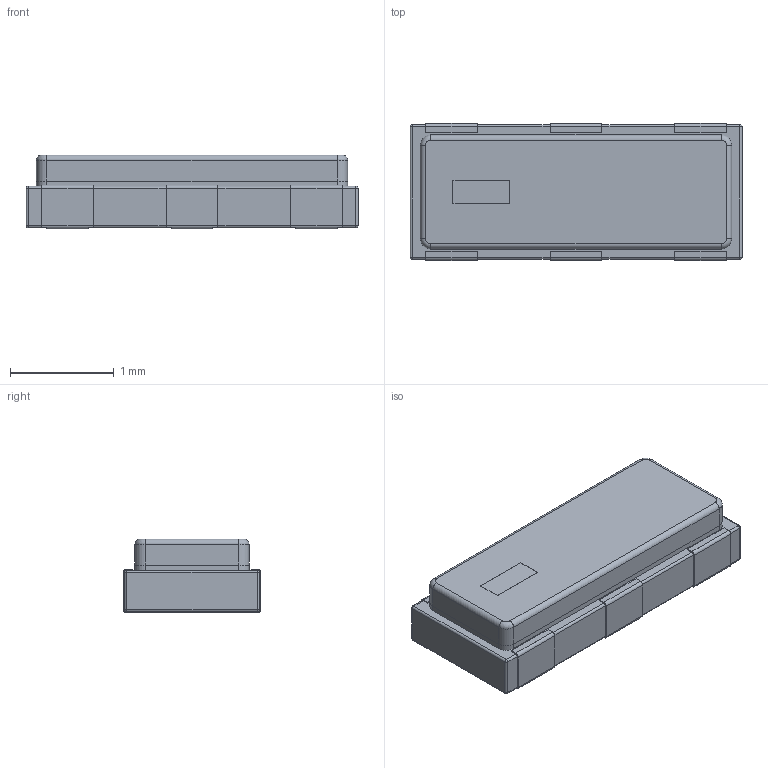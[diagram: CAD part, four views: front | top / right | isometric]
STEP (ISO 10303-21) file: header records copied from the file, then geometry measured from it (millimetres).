
FILE_DESCRIPTION (( 'STEP AP214' ), '1' );
FILE_NAME ('OSC-SMD_3P-L3.2-W1.3-P1.20.STEP', '2021-07-28T03:02:00', ( 'PC' ), ( 'Microsoft' ), 'SwSTEP 2.0', 'SolidWorks 2018', '' );
FILE_SCHEMA (( 'AUTOMOTIVE_DESIGN' ));
Length unit declared in the file: millimetre
Products named in the file (2): OSC-SMD_3P-L3.2-W1.3-P1.20
Bounding box: 3.2 x 1.32 x 0.71 mm (x, y, z)
Volume: 2.7 mm3; surface area: 21.2 mm2
Topology: 2 solids, 2 shells, 201 faces, 552 edges, 332 vertices
Faces by surface type: plane 127, cylinder 48, bspline 14, sphere 8, torus 4
Entity records: 9049 total; most frequent: CARTESIAN_POINT 1913, ORIENTED_EDGE 1088, DIRECTION 994, EDGE_CURVE 544, LINE 392, VECTOR 392, VERTEX_POINT 332, AXIS2_PLACEMENT_3D 301
